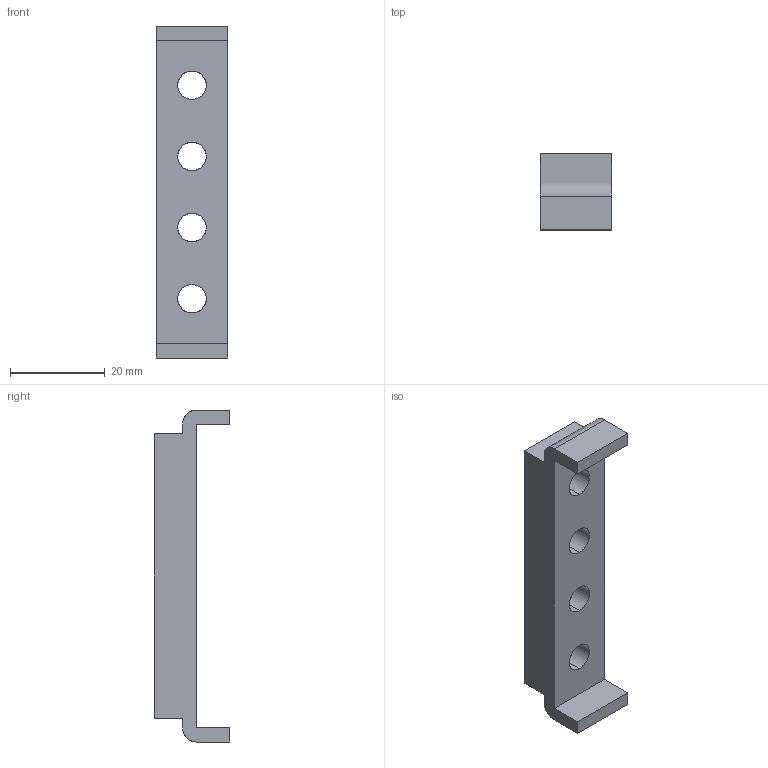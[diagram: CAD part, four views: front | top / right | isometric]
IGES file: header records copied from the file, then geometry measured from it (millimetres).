
Start section: SolidWorks IGES file using analytic representation for surfaces
Global section: file name: C-209-43.IGS; native system: SolidWorks 2014; preprocessor: SolidWorks 2014; author: 1337yo; date: 170727.132427; units: millimetre
Bounding box: 15 x 16 x 70 mm (x, y, z)
Surface area: 4420 mm2 (no closed solid volume)
Topology: 0 solids, 0 shells, 24 faces, 400 edges, 400 vertices
Faces by surface type: bspline 14, revolution 10
